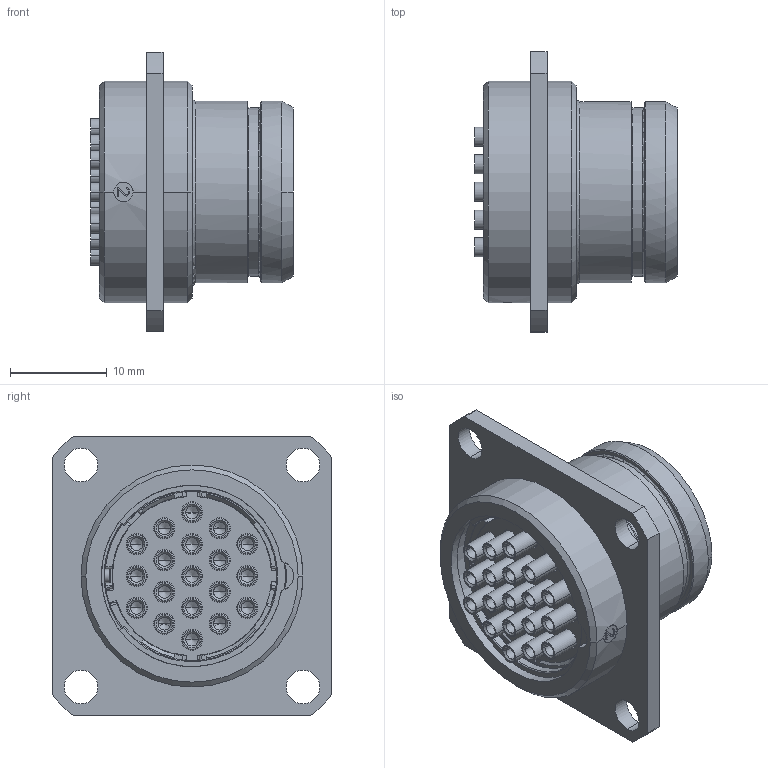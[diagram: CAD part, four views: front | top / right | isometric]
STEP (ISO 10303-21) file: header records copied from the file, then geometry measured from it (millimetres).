
FILE_DESCRIPTION((''),'2;1');
FILE_NAME('1332E319FZ','2024-07-30T13:45:09',('paultorloting'),('NET AG system integration'),'CREO PARAMETRIC BY PTC INC, 2021404','CREO PARAMETRIC BY PTC INC, 2021404','');
FILE_SCHEMA(('AUTOMOTIVE_DESIGN { 1 0 10303 214 1 1 1 1 }'));
Products named in the file (1): 1332E319FZ
Bounding box: 21 x 29 x 29 mm (x, y, z)
Volume: 6075.7 mm3; surface area: 8420.8 mm2
Topology: 1 solids, 1 shells, 1811 faces, 4712 edges, 3014 vertices
Faces by surface type: plane 1000, cylinder 470, torus 208, cone 132, bspline 1
Entity records: 69056 total; most frequent: CARTESIAN_POINT 12344, DIRECTION 9544, ORIENTED_EDGE 9348, EDGE_CURVE 4674, AXIS2_PLACEMENT_3D 3423, VERTEX_POINT 3014, VECTOR 2695, LINE 2695
